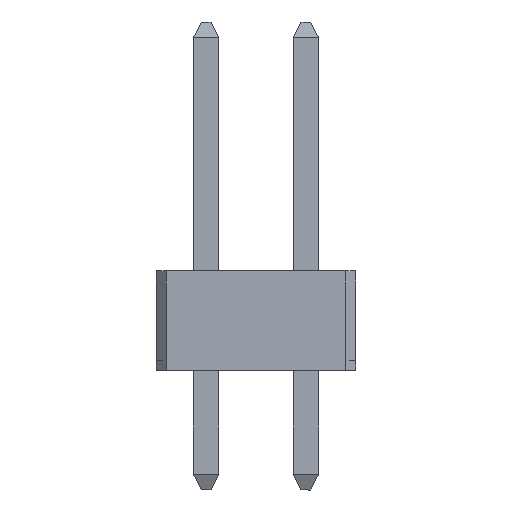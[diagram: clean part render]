
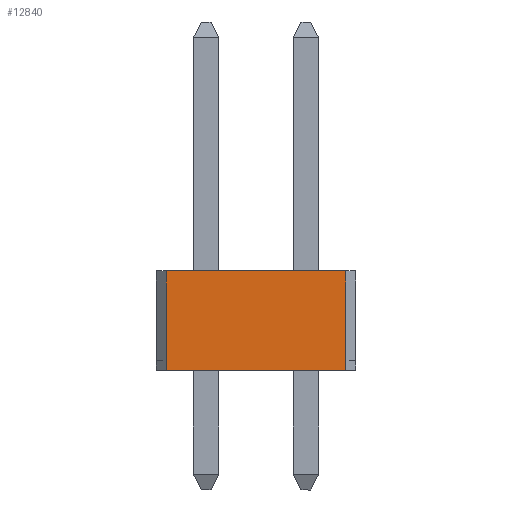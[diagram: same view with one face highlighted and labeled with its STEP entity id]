
A CAD part, left-side view. The second image highlights one B-rep face of the part: STEP entity #12840.
In plain terms, the highlighted planar face has unit normal (-1, 0, 0).
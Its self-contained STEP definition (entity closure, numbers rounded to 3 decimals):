
#107=FACE_OUTER_BOUND('',#893,.T.);
#893=EDGE_LOOP('',(#8359,#8360,#8361,#8362));
#1735=LINE('',#17817,#3543);
#1838=LINE('',#18038,#3646);
#1839=LINE('',#18041,#3647);
#1840=LINE('',#18042,#3648);
#3543=VECTOR('',#14426,4.572);
#3646=VECTOR('',#14565,2.54);
#3647=VECTOR('',#14568,4.572);
#3648=VECTOR('',#14569,2.54);
#5350=VERTEX_POINT('',#17814);
#5351=VERTEX_POINT('',#17816);
#5451=VERTEX_POINT('',#18036);
#5452=VERTEX_POINT('',#18040);
#6443=EDGE_CURVE('',#5351,#5350,#1735,.T.);
#6546=EDGE_CURVE('',#5350,#5451,#1838,.T.);
#6547=EDGE_CURVE('',#5452,#5451,#1839,.T.);
#6548=EDGE_CURVE('',#5351,#5452,#1840,.T.);
#8359=ORIENTED_EDGE('',*,*,#6443,.T.);
#8360=ORIENTED_EDGE('',*,*,#6546,.T.);
#8361=ORIENTED_EDGE('',*,*,#6547,.F.);
#8362=ORIENTED_EDGE('',*,*,#6548,.F.);
#11879=PLANE('',#13641);
#12840=ADVANCED_FACE('',(#107),#11879,.T.);
#13641=AXIS2_PLACEMENT_3D('',#18039,#14566,#14567);
#14426=DIRECTION('',(0.,0.,1.));
#14565=DIRECTION('',(0.,1.,0.));
#14566=DIRECTION('center_axis',(-1.,0.,0.));
#14567=DIRECTION('ref_axis',(0.,0.,1.));
#14568=DIRECTION('',(0.,0.,1.));
#14569=DIRECTION('',(0.,1.,0.));
#17814=CARTESIAN_POINT('',(-1.27,0.,2.286));
#17816=CARTESIAN_POINT('',(-1.27,0.,-2.286));
#17817=CARTESIAN_POINT('',(-1.27,0.,-2.286));
#18036=CARTESIAN_POINT('',(-1.27,2.54,2.286));
#18038=CARTESIAN_POINT('',(-1.27,0.,2.286));
#18039=CARTESIAN_POINT('Origin',(-1.27,0.,-2.286));
#18040=CARTESIAN_POINT('',(-1.27,2.54,-2.286));
#18041=CARTESIAN_POINT('',(-1.27,2.54,-2.286));
#18042=CARTESIAN_POINT('',(-1.27,0.,-2.286));
